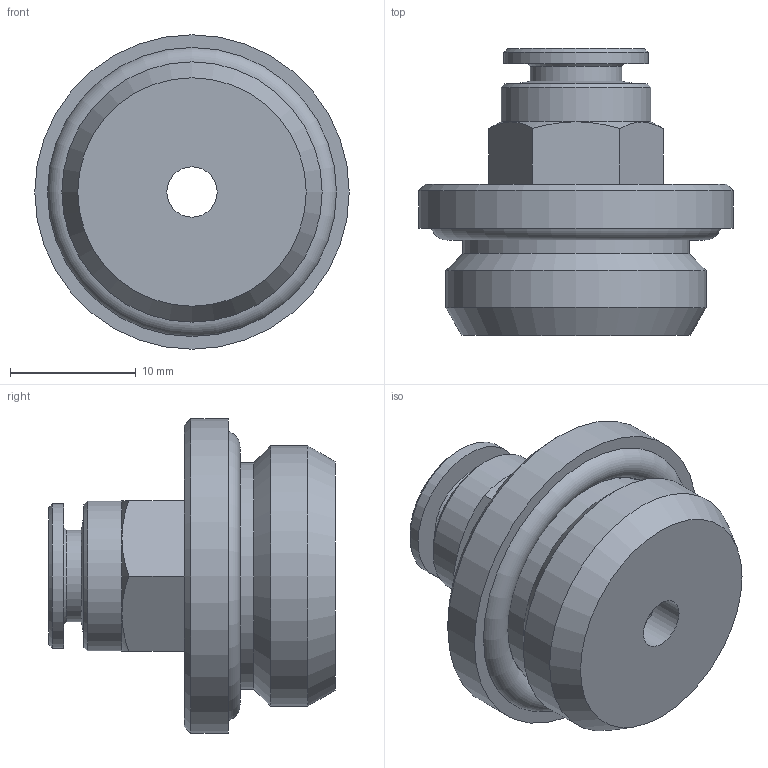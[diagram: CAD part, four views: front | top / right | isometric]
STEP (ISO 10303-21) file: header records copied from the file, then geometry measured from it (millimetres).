
FILE_DESCRIPTION(/* description */ ('STEP AP214'),/* implementation_level */ '2;1');
FILE_NAME(/* name */ 'A0020034',/* time_stamp */ '2023-04-06T11:43:30+02:00',/* author */ ('License CC BY-ND 4.0'),/* organization */ ('CADENAS'),/* preprocessor_version */ 'ST-DEVELOPER v19.3',/* originating_system */ 'PARTsolutions',/* authorisation */ ' ');
FILE_SCHEMA (('AUTOMOTIVE_DESIGN {1 0 10303 214 3 1 1}'));
Length unit declared in the file: millimetre
Products named in the file (1): A0020034
Bounding box: 25 x 22.8 x 25 mm (x, y, z)
Volume: 4943.5 mm3; surface area: 2711.5 mm2
Topology: 1 solids, 1 shells, 45 faces, 98 edges, 60 vertices
Faces by surface type: plane 25, cone 10, cylinder 8, torus 2
Full cylindrical faces by diameter (mm): 4 x1, 6.15 x1, 7.3 x1, 11.5 x1, 11.9 x1, 18 x1, 20.7 x1, 25 x1
Entity records: 1431 total; most frequent: CARTESIAN_POINT 216, DIRECTION 184, ORIENTED_EDGE 146, AXIS2_PLACEMENT_3D 77, EDGE_CURVE 73, EDGE_LOOP 72, FACE_BOUND 72, VERTEX_POINT 55
